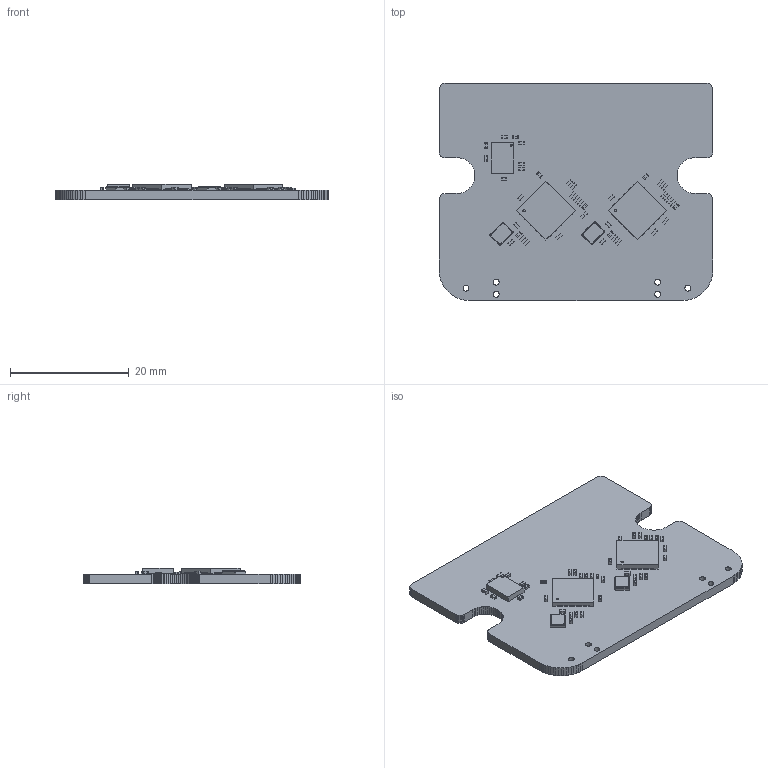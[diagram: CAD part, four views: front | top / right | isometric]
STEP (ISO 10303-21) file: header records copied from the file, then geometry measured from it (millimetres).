
FILE_DESCRIPTION(('KiCad electronic assembly'),'2;1');
FILE_NAME('tundraIOExpansion.step','2024-01-03T21:23:57',('Pcbnew'),( 'Kicad'),'Open CASCADE STEP processor 7.7','KiCad to STEP converter' ,'Unknown');
FILE_SCHEMA(('AUTOMOTIVE_DESIGN { 1 0 10303 214 1 1 1 1 }'));
Length unit declared in the file: millimetre
Products named in the file (12): tundraIOExpansion 1; R_0402_1005Metric; SOLID; C_0402_1005Metric; QFN-56-1EP_7x7mm_P0.4mm_EP3.2x3.2mm; Crystal_SMD_3225-4Pin_3.2x2.5mm; LGA-28_5.2x3.8mm_P0.5mm; tundraIOExpansion PCB
Assembly tree (49 placements, depth 3):
  tundraIOExpansion 1
    R_0402_1005Metric  x10
      SOLID
    C_0402_1005Metric  x28
      SOLID
    QFN-56-1EP_7x7mm_P0.4mm_EP3.2x3.2mm  x2
      SOLID
    Crystal_SMD_3225-4Pin_3.2x2.5mm  x2
      SOLID
    LGA-28_5.2x3.8mm_P0.5mm
      SOLID
    tundraIOExpansion PCB
Bounding box: 46 x 36.5 x 2.67 mm (x, y, z)
Volume: 2682 mm3; surface area: 3954.3 mm2
Topology: 44 solids, 44 shells, 2104 faces, 5729 edges, 3806 vertices
Faces by surface type: plane 1655, cylinder 449
Full cylindrical faces by diameter (mm): 0.35 x1, 0.4 x2, 0.991 x6
Entity records: 52426 total; most frequent: CARTESIAN_POINT 8577, DIRECTION 7803, LINE 6029, VECTOR 6029, ORIENTED_EDGE 4126, PCURVE 4126, DEFINITIONAL_REPRESENTATION 4126, EDGE_CURVE 2063
